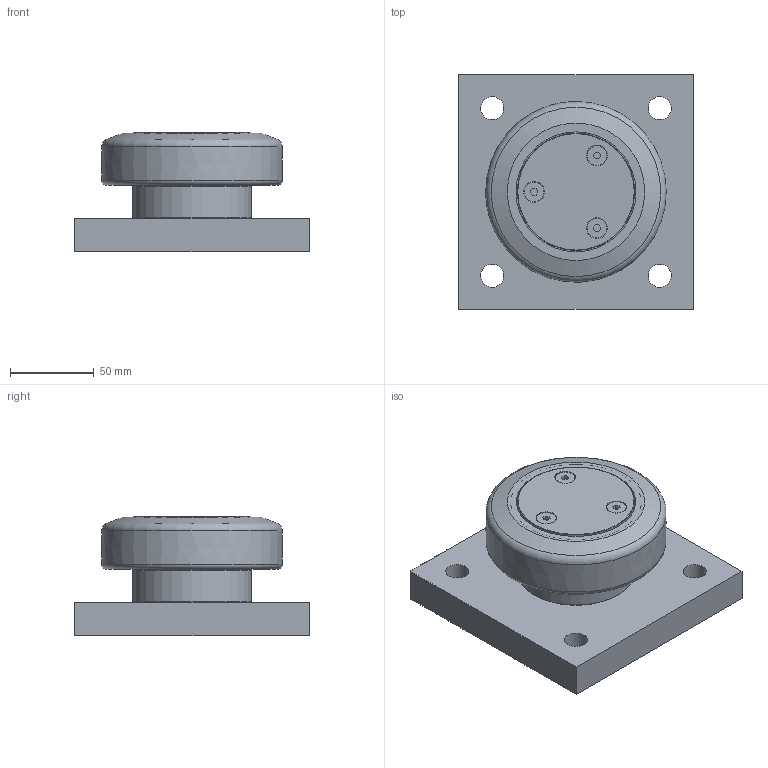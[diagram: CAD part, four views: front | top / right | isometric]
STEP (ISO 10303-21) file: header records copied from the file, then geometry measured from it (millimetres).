
FILE_DESCRIPTION(/* description */ ('-'),/* implementation_level */ '2;1');
FILE_NAME(/* name */ 'ALFATEC_TR110-0400BQ1000.stp',/* time_stamp */ '2021-01-27T14:45:53+01:00',/* author */ ('kstaebler'),/* organization */ (''),/* preprocessor_version */ 'ST-DEVELOPER v18.1',/* originating_system */ 'Autodesk Inventor 2020',/* authorisation */ '');
FILE_SCHEMA (('AUTOMOTIVE_DESIGN { 1 0 10303 214 3 1 1 }'));
Length unit declared in the file: millimetre
Products named in the file (1): TR 110.0400 BQ1000_Kontur
Bounding box: 140 x 140 x 71.5 mm (x, y, z)
Volume: 677550 mm3; surface area: 99225.4 mm2
Topology: 2 solids, 2 shells, 87 faces, 244 edges, 175 vertices
Faces by surface type: plane 43, cylinder 28, cone 10, torus 5, bspline 1
Full cylindrical faces by diameter (mm): 3 x2, 4.5 x1, 4.917 x1, 11.7 x3, 12.4 x3, 13.835 x4, 60 x1, 63 x1, 69.3 x1, 70 x1, 70.5 x1, 71 x1, 71.5 x1, 75 x1, 77 x1, 78 x1, 79 x2, 83.3 x1
Entity records: 3358 total; most frequent: CARTESIAN_POINT 800, DIRECTION 519, ORIENTED_EDGE 486, EDGE_CURVE 243, AXIS2_PLACEMENT_3D 207, VERTEX_POINT 175, CIRCLE 120, EDGE_LOOP 118
